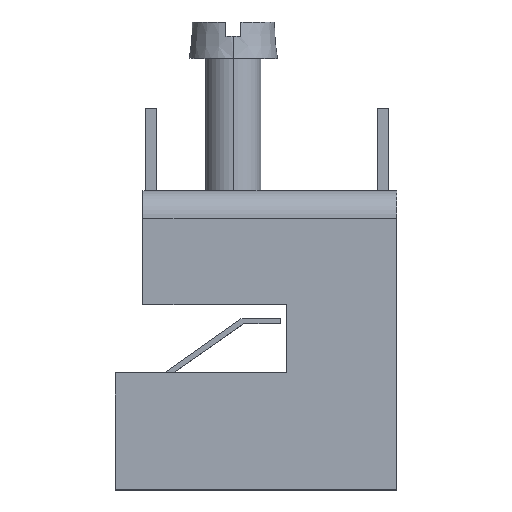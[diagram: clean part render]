
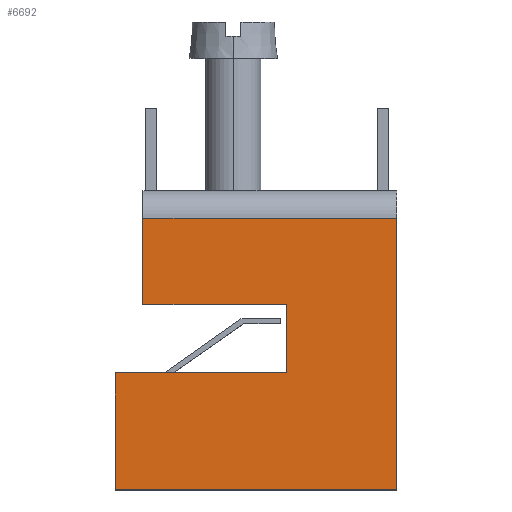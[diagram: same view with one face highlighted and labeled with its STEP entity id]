
A CAD part, top view. The second image highlights one B-rep face of the part: STEP entity #6692.
In plain terms, the highlighted planar face has unit normal (0, 0, 1).
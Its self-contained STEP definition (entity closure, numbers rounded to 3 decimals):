
#2908=DIRECTION('',(-1.,0.,0.));
#2909=VECTOR('',#2908,13.);
#2910=CARTESIAN_POINT('',(-16.61,9.801,11.5));
#2911=LINE('',#2910,#2909);
#2915=DIRECTION('',(0.,1.,0.));
#2916=VECTOR('',#2915,7.8);
#2917=CARTESIAN_POINT('',(-29.61,9.801,11.5));
#2918=LINE('',#2917,#2916);
#2922=DIRECTION('',(0.,-1.,0.));
#2923=VECTOR('',#2922,24.6);
#2924=CARTESIAN_POINT('',(-6.61,17.601,11.5));
#2925=LINE('',#2924,#2923);
#2929=DIRECTION('',(-1.,0.,0.));
#2930=VECTOR('',#2929,25.5);
#2931=CARTESIAN_POINT('',(-6.61,-6.999,11.5));
#2932=LINE('',#2931,#2930);
#2936=DIRECTION('',(0.,1.,0.));
#2937=VECTOR('',#2936,10.6);
#2938=CARTESIAN_POINT('',(-32.11,-6.999,11.5));
#2939=LINE('',#2938,#2937);
#2943=DIRECTION('',(0.,1.,0.));
#2944=VECTOR('',#2943,6.2);
#2945=CARTESIAN_POINT('',(-16.61,3.601,11.5));
#2946=LINE('',#2945,#2944);
#2985=DIRECTION('',(-1.,0.,0.));
#2986=VECTOR('',#2985,15.5);
#2987=CARTESIAN_POINT('',(-16.61,3.601,11.5));
#2988=LINE('',#2987,#2986);
#4281=DIRECTION('',(-1.,0.,0.));
#4282=VECTOR('',#4281,23.);
#4283=CARTESIAN_POINT('',(-6.61,17.601,11.5));
#4284=LINE('',#4283,#4282);
#6046=CARTESIAN_POINT('',(-29.61,9.801,11.5));
#6047=CARTESIAN_POINT('',(-29.61,17.601,11.5));
#6048=VERTEX_POINT('',#6046);
#6049=VERTEX_POINT('',#6047);
#6072=CARTESIAN_POINT('',(-16.61,9.801,11.5));
#6073=VERTEX_POINT('',#6072);
#6074=CARTESIAN_POINT('',(-6.61,17.601,11.5));
#6075=VERTEX_POINT('',#6074);
#6076=CARTESIAN_POINT('',(-6.61,-6.999,11.5));
#6077=VERTEX_POINT('',#6076);
#6078=CARTESIAN_POINT('',(-32.11,-6.999,11.5));
#6079=VERTEX_POINT('',#6078);
#6080=CARTESIAN_POINT('',(-32.11,3.601,11.5));
#6081=VERTEX_POINT('',#6080);
#6082=CARTESIAN_POINT('',(-16.61,3.601,11.5));
#6083=VERTEX_POINT('',#6082);
#6670=CARTESIAN_POINT('',(-20.547,5.601,11.5));
#6671=DIRECTION('',(0.,0.,1.));
#6672=DIRECTION('',(1.,0.,0.));
#6673=AXIS2_PLACEMENT_3D('',#6670,#6671,#6672);
#6674=PLANE('',#6673);
#6676=ORIENTED_EDGE('',*,*,#6675,.T.);
#6677=ORIENTED_EDGE('',*,*,#6630,.T.);
#6679=ORIENTED_EDGE('',*,*,#6678,.F.);
#6681=ORIENTED_EDGE('',*,*,#6680,.T.);
#6683=ORIENTED_EDGE('',*,*,#6682,.T.);
#6685=ORIENTED_EDGE('',*,*,#6684,.T.);
#6687=ORIENTED_EDGE('',*,*,#6686,.F.);
#6689=ORIENTED_EDGE('',*,*,#6688,.T.);
#6690=EDGE_LOOP('',(#6676,#6677,#6679,#6681,#6683,#6685,#6687,#6689));
#6691=FACE_OUTER_BOUND('',#6690,.F.);
#6630=EDGE_CURVE('',#6048,#6049,#2918,.T.);
#6675=EDGE_CURVE('',#6073,#6048,#2911,.T.);
#6678=EDGE_CURVE('',#6075,#6049,#4284,.T.);
#6680=EDGE_CURVE('',#6075,#6077,#2925,.T.);
#6682=EDGE_CURVE('',#6077,#6079,#2932,.T.);
#6684=EDGE_CURVE('',#6079,#6081,#2939,.T.);
#6686=EDGE_CURVE('',#6083,#6081,#2988,.T.);
#6688=EDGE_CURVE('',#6083,#6073,#2946,.T.);
#6692=ADVANCED_FACE('',(#6691),#6674,.T.);
